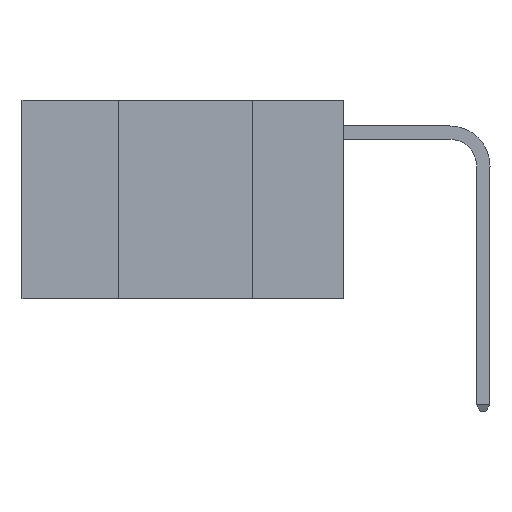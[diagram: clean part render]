
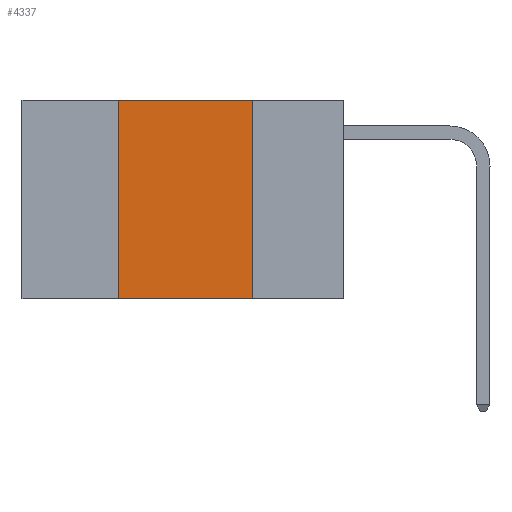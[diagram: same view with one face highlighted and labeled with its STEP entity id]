
A CAD part, left-side view. The second image highlights one B-rep face of the part: STEP entity #4337.
In plain terms, the highlighted planar face has unit normal (-1, 0, 0).
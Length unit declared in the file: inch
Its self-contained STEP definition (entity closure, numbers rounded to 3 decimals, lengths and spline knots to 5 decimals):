
#328 = CARTESIAN_POINT ( 'NONE',  ( 0., 0.17, 0. ) ) ;
#690 = CARTESIAN_POINT ( 'NONE',  ( 0., 0.17, -0.37 ) ) ;
#884 = DIRECTION ( 'NONE',  ( 1., 0., 0. ) ) ;
#1495 = VECTOR ( 'NONE', #16366, 39.37008 ) ;
#1894 = VECTOR ( 'NONE', #17343, 39.37008 ) ;
#2866 = LINE ( 'NONE', #18893, #1894 ) ;
#3161 = LINE ( 'NONE', #5464, #10972 ) ;
#4337 = ADVANCED_FACE ( 'NONE', ( #14876 ), #19534, .F. ) ;
#5464 = CARTESIAN_POINT ( 'NONE',  ( 0., 0.6, 0. ) ) ;
#5579 = CARTESIAN_POINT ( 'NONE',  ( 0., 0.6, -0.37 ) ) ;
#6701 = VECTOR ( 'NONE', #7155, 39.37008 ) ;
#7051 = CARTESIAN_POINT ( 'NONE',  ( 0., 0.42, 0. ) ) ;
#7099 = CARTESIAN_POINT ( 'NONE',  ( 0., 0.42, 0. ) ) ;
#7155 = DIRECTION ( 'NONE',  ( 0., -1., 0. ) ) ;
#7260 = EDGE_CURVE ( 'NONE', #17687, #17223, #2866, .T. ) ;
#8305 = EDGE_LOOP ( 'NONE', ( #12942, #13426, #17576, #14408 ) ) ;
#8646 = AXIS2_PLACEMENT_3D ( 'NONE', #10211, #884, #11785 ) ;
#10211 = CARTESIAN_POINT ( 'NONE',  ( 0., 0.6, 0. ) ) ;
#10972 = VECTOR ( 'NONE', #17908, 39.37008 ) ;
#11785 = DIRECTION ( 'NONE',  ( 0., 0., -1. ) ) ;
#12729 = EDGE_CURVE ( 'NONE', #15745, #17223, #14973, .T. ) ;
#12942 = ORIENTED_EDGE ( 'NONE', *, *, #7260, .F. ) ;
#13426 = ORIENTED_EDGE ( 'NONE', *, *, #15056, .F. ) ;
#13914 = LINE ( 'NONE', #7051, #1495 ) ;
#14408 = ORIENTED_EDGE ( 'NONE', *, *, #12729, .T. ) ;
#14485 = EDGE_CURVE ( 'NONE', #15745, #17270, #13914, .T. ) ;
#14876 = FACE_OUTER_BOUND ( 'NONE', #8305, .T. ) ;
#14973 = LINE ( 'NONE', #5579, #6701 ) ;
#15056 = EDGE_CURVE ( 'NONE', #17270, #17687, #3161, .T. ) ;
#15745 = VERTEX_POINT ( 'NONE', #16533 ) ;
#16366 = DIRECTION ( 'NONE',  ( 0., 0., 1. ) ) ;
#16533 = CARTESIAN_POINT ( 'NONE',  ( 0., 0.42, -0.37 ) ) ;
#17223 = VERTEX_POINT ( 'NONE', #690 ) ;
#17270 = VERTEX_POINT ( 'NONE', #7099 ) ;
#17343 = DIRECTION ( 'NONE',  ( 0., 0., -1. ) ) ;
#17576 = ORIENTED_EDGE ( 'NONE', *, *, #14485, .F. ) ;
#17687 = VERTEX_POINT ( 'NONE', #328 ) ;
#17908 = DIRECTION ( 'NONE',  ( 0., -1., 0. ) ) ;
#18893 = CARTESIAN_POINT ( 'NONE',  ( 0., 0.17, 0. ) ) ;
#19534 = PLANE ( 'NONE',  #8646 ) ;
